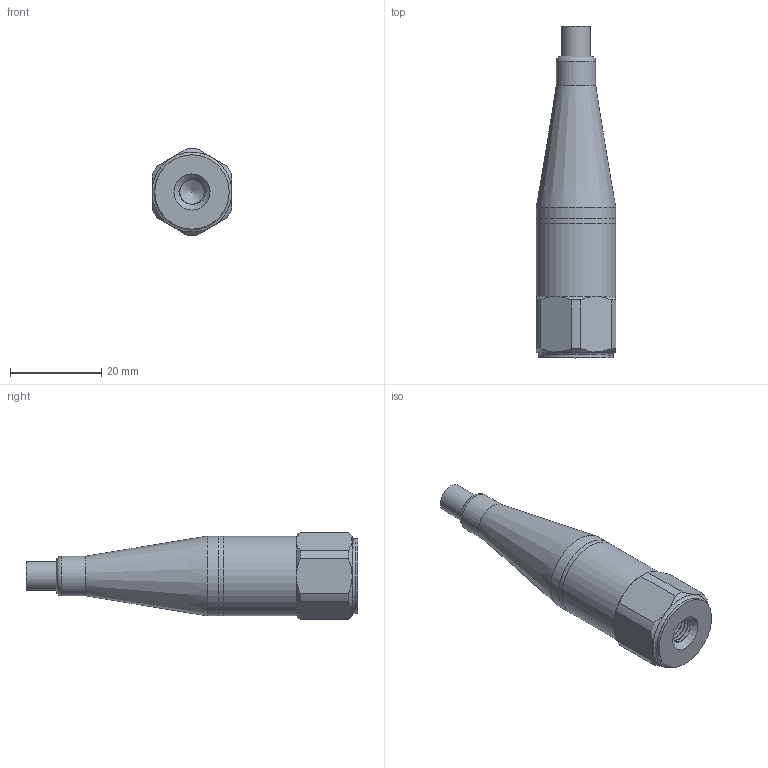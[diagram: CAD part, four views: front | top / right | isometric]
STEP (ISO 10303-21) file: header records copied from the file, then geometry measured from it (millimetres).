
FILE_DESCRIPTION(/* description */ (''),/* implementation_level */ '2;1');
FILE_NAME(/* name */ 'MASTER_MEDIUM_TOP-EXIT_INTEGRAL_BLACK.stp',/* time_stamp */ '2017-04-25T18:16:52-04:00',/* author */ ('aneininger'),/* organization */ ('CONNECTION TECHNOLOGY CENTER'),/* preprocessor_version */ 'ST-DEVELOPER v16.5',/* originating_system */ 'Autodesk Inventor 2017',/* authorisation */ '');
FILE_SCHEMA (('AUTOMOTIVE_DESIGN { 1 0 10303 214 3 1 1 }'));
Length unit declared in the file: inch
Products named in the file (1): MASTER_MEDIUM_TOP-EXIT_INTEGRAL_BLACK
Bounding box: 17.48 x 72.59 x 19.04 mm (x, y, z)
Volume: 12216.4 mm3; surface area: 3712.8 mm2
Topology: 1 solids, 1 shells, 42 faces, 100 edges, 61 vertices
Faces by surface type: cylinder 13, plane 11, cone 10, bspline 6, torus 2
Full cylindrical faces by diameter (mm): 6.35 x1, 8.636 x1, 16.256 x1, 17.462 x1, 17.475 x2
Entity records: 3143 total; most frequent: CARTESIAN_POINT 2271, ORIENTED_EDGE 168, DIRECTION 156, EDGE_CURVE 84, AXIS2_PLACEMENT_3D 72, VERTEX_POINT 57, EDGE_LOOP 55, FACE_OUTER_BOUND 42
